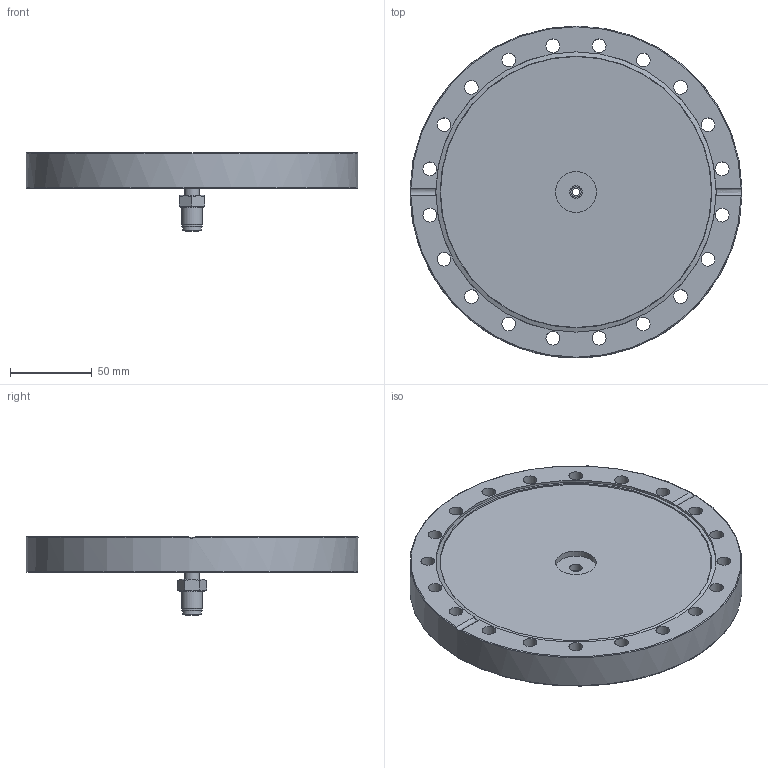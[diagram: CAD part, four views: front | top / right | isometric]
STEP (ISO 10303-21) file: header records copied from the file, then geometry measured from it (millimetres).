
FILE_DESCRIPTION((''),'2;1');
FILE_NAME('F40VCR6M-304.stp','2009-04-15T14:56:10',('hasers'),(''),'Autodesk Inventor 2008','Autodesk Inventor 2008','');
FILE_SCHEMA(('AUTOMOTIVE_DESIGN { 1 0 10303 214 1 1 1 1 }'));
Length unit declared in the file: millimetre
Products named in the file (4): F40VCR6M-304; CF [Title [Summary]=F35 (VACOM)]_2; VCR-14INCH-M-DRUCKSCHRAUBE; VCR-14INCH-TU9MM
Assembly tree (3 placements, depth 2):
  F40VCR6M-304
    CF [Title [Summary]=F35 (VACOM)]_2
    VCR-14INCH-M-DRUCKSCHRAUBE
    VCR-14INCH-TU9MM
Bounding box: 203 x 203 x 48.3 mm (x, y, z)
Volume: 426848.9 mm3; surface area: 98579.3 mm2
Topology: 3 solids, 3 shells, 66 faces, 175 edges, 120 vertices
Faces by surface type: bspline 25, plane 18, cylinder 11, cone 7, torus 5
Full cylindrical faces by diameter (mm): 4.56 x1, 6.35 x1, 8.8 x1, 9.2 x1, 11.3 x1, 12.6 x1, 12.9 x1, 154.5 x1, 171.4 x1, 203 x1
Entity records: 2286 total; most frequent: CARTESIAN_POINT 825, DIRECTION 262, ORIENTED_EDGE 216, EDGE_LOOP 160, AXIS2_PLACEMENT_3D 126, EDGE_CURVE 108, VERTEX_POINT 96, FACE_BOUND 94
